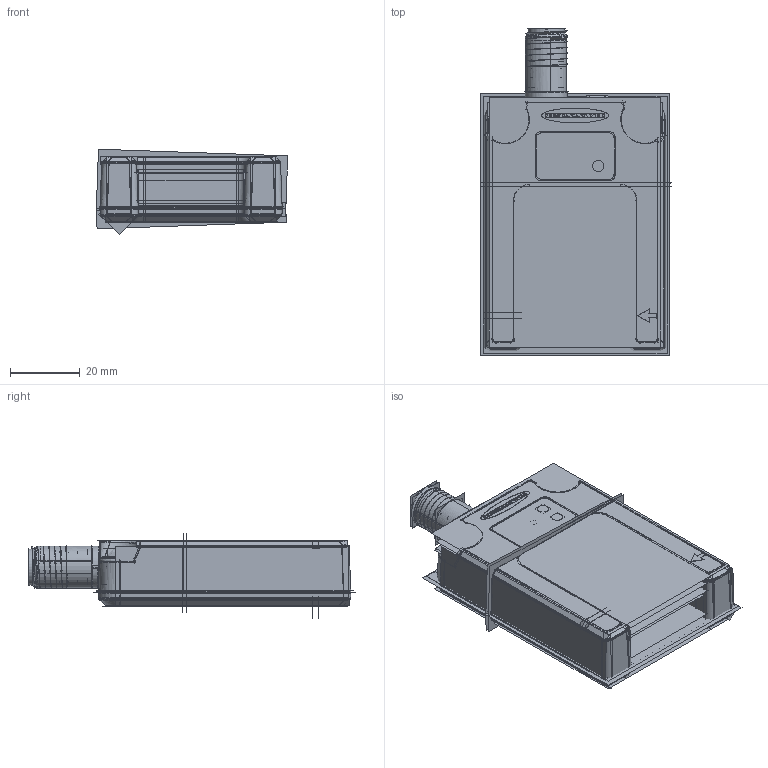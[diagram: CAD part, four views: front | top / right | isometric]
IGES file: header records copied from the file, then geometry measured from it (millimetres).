
Start section:  PTC IGES file: 159574.igs
Global section: file name: 159574.igs; native system: Creo Parametric by Parametric Technology Corporation; preprocessor: 2013230; author: pdmadmin; organization: Unknown; date: 20151021.140542; units: millimetre
Bounding box: 54.69 x 93.66 x 24.46 mm (x, y, z)
Volume: 21896.8 mm3; surface area: 274500.8 mm2
Topology: 8 solids, 9 shells, 2570 faces, 12828 edges, 16020 vertices
Faces by surface type: bspline 1306, revolution 1018, extrusion 246
